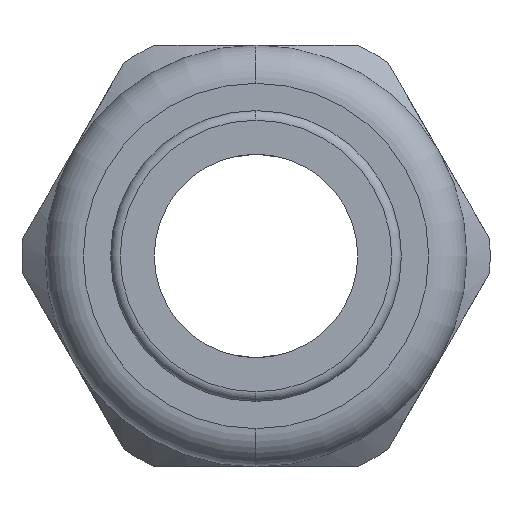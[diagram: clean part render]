
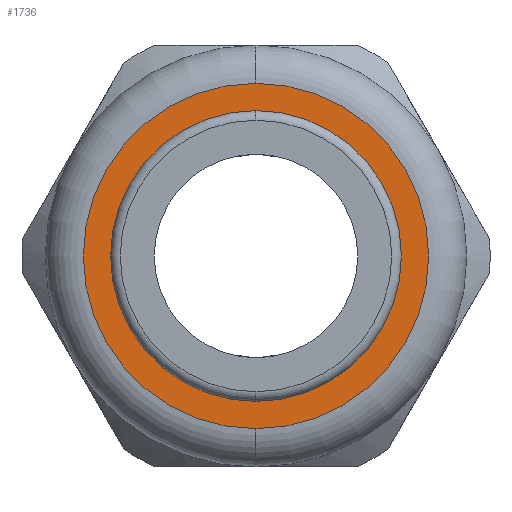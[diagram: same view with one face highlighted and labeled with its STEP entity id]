
A CAD part, left-side view. The second image highlights one B-rep face of the part: STEP entity #1736.
In plain terms, the highlighted planar face has unit normal (-1, 0, 0).
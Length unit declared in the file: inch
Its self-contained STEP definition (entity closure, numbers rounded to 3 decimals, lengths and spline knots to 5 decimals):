
#186 = FACE_BOUND ( 'NONE', #1741, .T. ) ;
#187 = FACE_OUTER_BOUND ( 'NONE', #1737, .T. ) ;
#188 = DIRECTION ( 'NONE',  ( 0., 0., -1. ) ) ;
#189 = DIRECTION ( 'NONE',  ( 1., 0., 0. ) ) ;
#190 = CARTESIAN_POINT ( 'NONE',  ( -1.29, 0., 0. ) ) ;
#191 = AXIS2_PLACEMENT_3D ( 'NONE', #190, #189, #188 ) ;
#192 = CIRCLE ( 'NONE', #191, 0.3 ) ;
#241 = DIRECTION ( 'NONE',  ( 0., 0., 1. ) ) ;
#242 = DIRECTION ( 'NONE',  ( -1., 0., 0. ) ) ;
#243 = CARTESIAN_POINT ( 'NONE',  ( -1.29, 0., 0. ) ) ;
#244 = AXIS2_PLACEMENT_3D ( 'NONE', #243, #242, #241 ) ;
#246 = CIRCLE ( 'NONE', #244, 0.35626 ) ;
#247 = DIRECTION ( 'NONE',  ( 0., 0., 1. ) ) ;
#248 = DIRECTION ( 'NONE',  ( -1., 0., 0. ) ) ;
#249 = CARTESIAN_POINT ( 'NONE',  ( -1.29, 0.435, 0. ) ) ;
#250 = AXIS2_PLACEMENT_3D ( 'NONE', #249, #248, #247 ) ;
#251 = PLANE ( 'NONE',  #250 ) ;
#514 = CARTESIAN_POINT ( 'NONE',  ( -1.29, 0., -0.3 ) ) ;
#515 = CARTESIAN_POINT ( 'NONE',  ( -1.29, 0., 0.3 ) ) ;
#516 = DIRECTION ( 'NONE',  ( 0., 0., -1. ) ) ;
#517 = DIRECTION ( 'NONE',  ( 1., 0., 0. ) ) ;
#519 = AXIS2_PLACEMENT_3D ( 'NONE', #525, #517, #516 ) ;
#520 = CIRCLE ( 'NONE', #519, 0.3 ) ;
#525 = CARTESIAN_POINT ( 'NONE',  ( -1.29, 0., 0. ) ) ;
#1113 = CARTESIAN_POINT ( 'NONE',  ( -1.29, 0., -0.35626 ) ) ;
#1530 = VERTEX_POINT ( 'NONE', #2561 ) ;
#1569 = EDGE_CURVE ( 'NONE', #1530, #3112, #2670, .T. ) ;
#1733 = EDGE_CURVE ( 'NONE', #1916, #1915, #192, .T. ) ;
#1736 = ADVANCED_FACE ( 'NONE', ( #187, #186 ), #251, .T. ) ;
#1737 = EDGE_LOOP ( 'NONE', ( #1738, #1739 ) ) ;
#1738 = ORIENTED_EDGE ( 'NONE', *, *, #1569, .T. ) ;
#1739 = ORIENTED_EDGE ( 'NONE', *, *, #1740, .T. ) ;
#1740 = EDGE_CURVE ( 'NONE', #3112, #1530, #246, .T. ) ;
#1741 = EDGE_LOOP ( 'NONE', ( #1742, #1772 ) ) ;
#1742 = ORIENTED_EDGE ( 'NONE', *, *, #1733, .T. ) ;
#1772 = ORIENTED_EDGE ( 'NONE', *, *, #1914, .T. ) ;
#1914 = EDGE_CURVE ( 'NONE', #1915, #1916, #520, .T. ) ;
#1915 = VERTEX_POINT ( 'NONE', #515 ) ;
#1916 = VERTEX_POINT ( 'NONE', #514 ) ;
#2561 = CARTESIAN_POINT ( 'NONE',  ( -1.29, 0., 0.35626 ) ) ;
#2666 = DIRECTION ( 'NONE',  ( 0., 0., 1. ) ) ;
#2667 = DIRECTION ( 'NONE',  ( -1., 0., 0. ) ) ;
#2668 = CARTESIAN_POINT ( 'NONE',  ( -1.29, 0., 0. ) ) ;
#2669 = AXIS2_PLACEMENT_3D ( 'NONE', #2668, #2667, #2666 ) ;
#2670 = CIRCLE ( 'NONE', #2669, 0.35626 ) ;
#3112 = VERTEX_POINT ( 'NONE', #1113 ) ;
